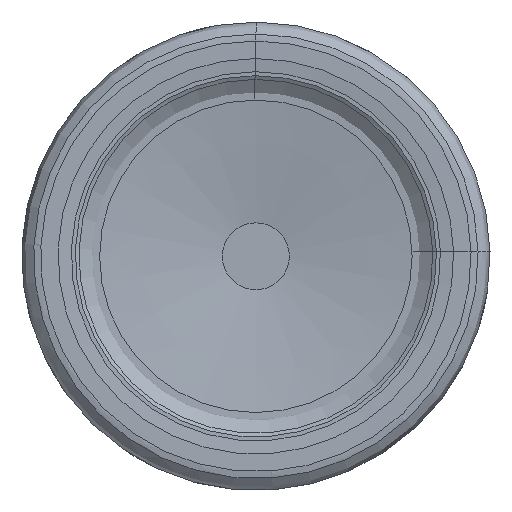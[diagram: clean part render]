
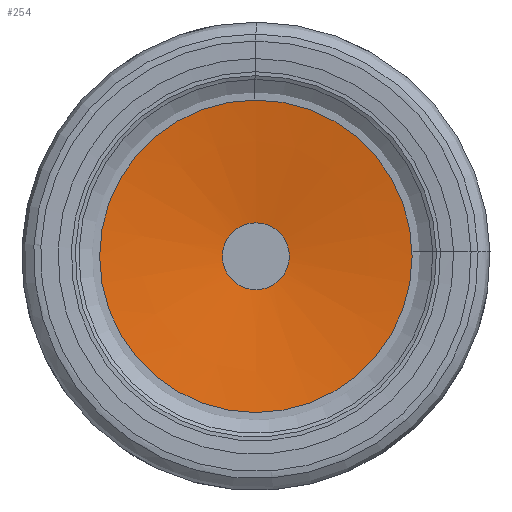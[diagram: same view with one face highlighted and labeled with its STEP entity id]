
A CAD part, left-side view. The second image highlights one B-rep face of the part: STEP entity #254.
In plain terms, the highlighted conical face has half-angle 82 degrees and reference radius 7.006 mm.
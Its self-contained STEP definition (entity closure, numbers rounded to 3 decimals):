
#232=CONICAL_SURFACE('',#970,7.006,82.);
#254=ADVANCED_FACE('',(#346,#347),#232,.F.);
#346=FACE_BOUND('',#388,.T.);
#347=FACE_BOUND('',#389,.T.);
#388=EDGE_LOOP('',(#478));
#389=EDGE_LOOP('',(#479));
#478=ORIENTED_EDGE('',*,*,#761,.F.);
#479=ORIENTED_EDGE('',*,*,#741,.T.);
#672=VERTEX_POINT('',#1295);
#692=VERTEX_POINT('',#1355);
#741=EDGE_CURVE('',#672,#672,#858,.T.);
#761=EDGE_CURVE('',#692,#692,#878,.T.);
#858=CIRCLE('',#928,7.006);
#878=CIRCLE('',#968,1.5);
#928=AXIS2_PLACEMENT_3D('',#1294,#1045,#1046);
#968=AXIS2_PLACEMENT_3D('',#1354,#1125,#1126);
#970=AXIS2_PLACEMENT_3D('',#1357,#1129,#1130);
#1045=DIRECTION('',(-1.,0.,0.));
#1046=DIRECTION('',(0.,0.,1.));
#1125=DIRECTION('',(-1.,0.,0.));
#1126=DIRECTION('',(0.,0.,1.));
#1129=DIRECTION('',(-1.,0.,0.));
#1130=DIRECTION('',(0.,0.,1.));
#1294=CARTESIAN_POINT('',(0.569,0.,0.));
#1295=CARTESIAN_POINT('',(0.569,0.,7.006));
#1354=CARTESIAN_POINT('',(1.343,0.,0.));
#1355=CARTESIAN_POINT('',(1.343,0.,1.5));
#1357=CARTESIAN_POINT('',(0.569,0.,0.));
